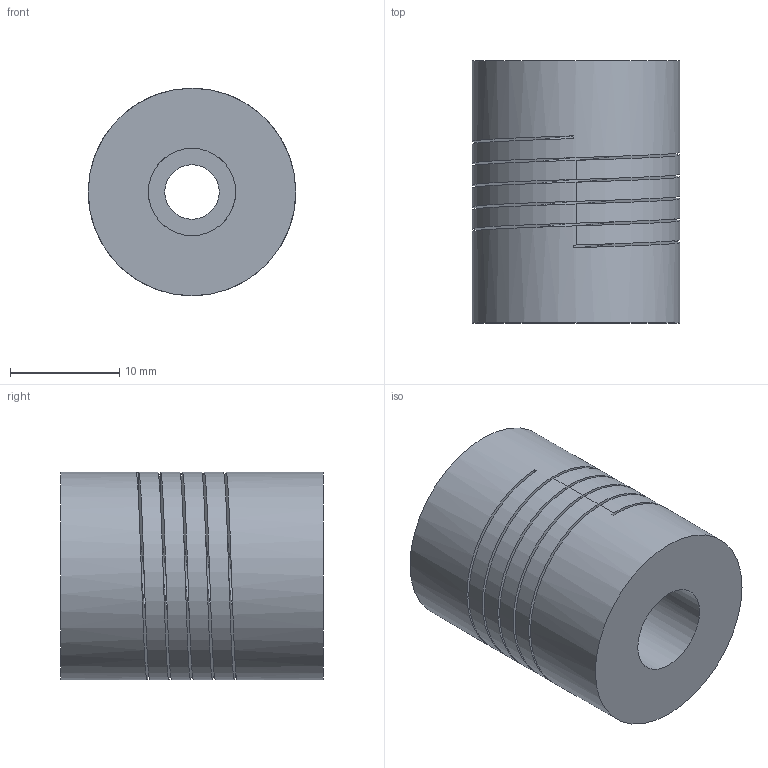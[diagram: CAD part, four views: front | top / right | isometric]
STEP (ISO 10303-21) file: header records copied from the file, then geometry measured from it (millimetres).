
FILE_DESCRIPTION(('FreeCAD Model'),'2;1');
FILE_NAME('coupling5x8.step', '2015-08-30T22:32:17',('Author'),(''), 'Open CASCADE STEP processor 6.8','FreeCAD','Unknown');
FILE_SCHEMA(('AUTOMOTIVE_DESIGN_CC2 { 1 2 10303 214 -1 1 5 4 }'));
Length unit declared in the file: millimetre
Products named in the file (1): coupling5x8
Bounding box: 19 x 24 x 19 mm (x, y, z)
Volume: 5490.5 mm3; surface area: 4739.1 mm2
Topology: 1 solids, 1 shells, 26 faces, 75 edges, 50 vertices
Faces by surface type: cylinder 11, bspline 10, plane 5
Full cylindrical faces by diameter (mm): 5 x1, 8 x5, 19 x5
Entity records: 8143 total; most frequent: CARTESIAN_POINT 6936, B_SPLINE_CURVE_WITH_KNOTS 152, ORIENTED_EDGE 150, PCURVE 150, DEFINITIONAL_REPRESENTATION 150, DIRECTION 111, EDGE_CURVE 75, SURFACE_CURVE 70
